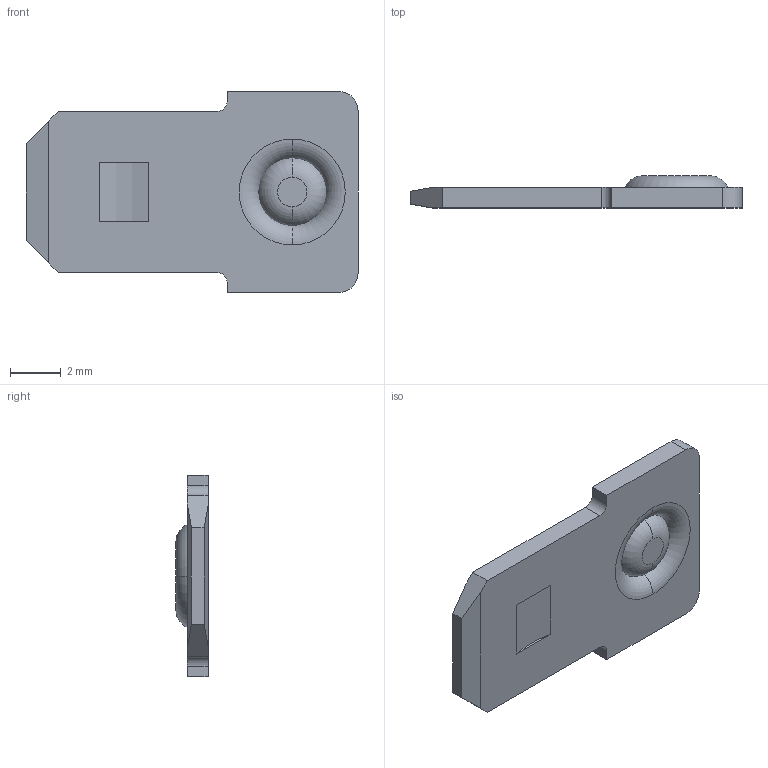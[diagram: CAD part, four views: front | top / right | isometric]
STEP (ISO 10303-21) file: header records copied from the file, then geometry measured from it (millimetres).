
FILE_DESCRIPTION (( 'STEP AP203' ), '1' );
FILE_NAME ('07877.STEP', '2015-02-18T17:07:20', ( '' ), ( '' ), 'SwSTEP 2.0', 'SolidWorks 2014', '' );
FILE_SCHEMA (( 'CONFIG_CONTROL_DESIGN' ));
Length unit declared in the file: inch
Products named in the file (1): 07877
Bounding box: 13.08 x 1.27 x 7.92 mm (x, y, z)
Volume: 73.4 mm3; surface area: 216.8 mm2
Topology: 1 solids, 1 shells, 36 faces, 85 edges, 55 vertices
Faces by surface type: plane 20, torus 10, cylinder 6
Entity records: 1125 total; most frequent: DIRECTION 196, CARTESIAN_POINT 177, ORIENTED_EDGE 170, EDGE_CURVE 85, AXIS2_PLACEMENT_3D 74, VERTEX_POINT 55, VECTOR 48, LINE 48
